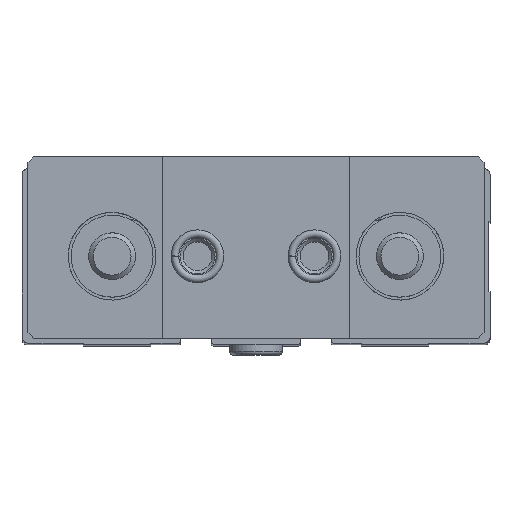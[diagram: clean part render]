
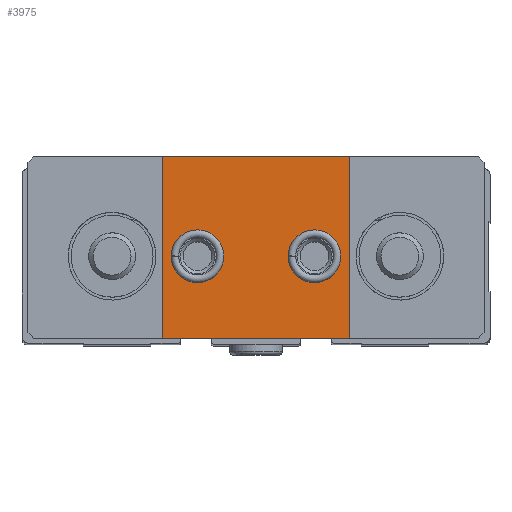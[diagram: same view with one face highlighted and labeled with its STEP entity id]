
A CAD part, top view. The second image highlights one B-rep face of the part: STEP entity #3975.
In plain terms, the highlighted planar face has unit normal (0, 0, 1).
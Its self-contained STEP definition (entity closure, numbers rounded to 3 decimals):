
#136=PLANE('',#4455);
#438=CIRCLE('',#4456,4.5);
#439=CIRCLE('',#4457,4.5);
#1213=ORIENTED_EDGE('',*,*,#1898,.F.);
#1214=ORIENTED_EDGE('',*,*,#1899,.F.);
#1215=ORIENTED_EDGE('',*,*,#1891,.T.);
#1216=ORIENTED_EDGE('',*,*,#1900,.T.);
#1217=ORIENTED_EDGE('',*,*,#1884,.T.);
#1218=ORIENTED_EDGE('',*,*,#1901,.T.);
#1884=EDGE_CURVE('',#2311,#2316,#2612,.T.);
#1891=EDGE_CURVE('',#2322,#2321,#2619,.T.);
#1898=EDGE_CURVE('',#2327,#2327,#438,.T.);
#1899=EDGE_CURVE('',#2328,#2328,#439,.T.);
#1900=EDGE_CURVE('',#2321,#2311,#2626,.T.);
#1901=EDGE_CURVE('',#2316,#2322,#2627,.T.);
#2311=VERTEX_POINT('',#6695);
#2316=VERTEX_POINT('',#6705);
#2321=VERTEX_POINT('',#6719);
#2322=VERTEX_POINT('',#6721);
#2327=VERTEX_POINT('',#6735);
#2328=VERTEX_POINT('',#6737);
#2612=LINE('',#6706,#2869);
#2619=LINE('',#6720,#2876);
#2626=LINE('',#6738,#2883);
#2627=LINE('',#6739,#2884);
#2869=VECTOR('',#5462,1000.);
#2876=VECTOR('',#5473,1000.);
#2883=VECTOR('',#5488,1000.);
#2884=VECTOR('',#5489,1000.);
#3179=EDGE_LOOP('',(#1213));
#3180=EDGE_LOOP('',(#1214));
#3181=EDGE_LOOP('',(#1215,#1216,#1217,#1218));
#3582=FACE_BOUND('',#3179,.T.);
#3583=FACE_BOUND('',#3180,.T.);
#3584=FACE_BOUND('',#3181,.T.);
#3975=ADVANCED_FACE('',(#3582,#3583,#3584),#136,.T.);
#4455=AXIS2_PLACEMENT_3D('',#6733,#5482,#5483);
#4456=AXIS2_PLACEMENT_3D('',#6734,#5484,#5485);
#4457=AXIS2_PLACEMENT_3D('',#6736,#5486,#5487);
#5462=DIRECTION('',(-1.,0.,0.));
#5473=DIRECTION('',(1.,0.,0.));
#5482=DIRECTION('',(0.,0.,1.));
#5483=DIRECTION('',(1.,0.,0.));
#5484=DIRECTION('',(0.,0.,1.));
#5485=DIRECTION('',(1.,0.,0.));
#5486=DIRECTION('',(0.,0.,1.));
#5487=DIRECTION('',(1.,0.,0.));
#5488=DIRECTION('',(0.,1.,0.));
#5489=DIRECTION('',(0.,-1.,0.));
#6695=CARTESIAN_POINT('',(16.,17.,22.));
#6705=CARTESIAN_POINT('',(-16.,17.,22.));
#6706=CARTESIAN_POINT('',(39.,17.,22.));
#6719=CARTESIAN_POINT('',(16.,-14.,22.));
#6720=CARTESIAN_POINT('',(-39.,-14.,22.));
#6721=CARTESIAN_POINT('',(-16.,-14.,22.));
#6733=CARTESIAN_POINT('',(0.,0.,22.));
#6734=CARTESIAN_POINT('',(-10.,0.,22.));
#6735=CARTESIAN_POINT('',(-5.5,0.,22.));
#6736=CARTESIAN_POINT('',(10.,0.,22.));
#6737=CARTESIAN_POINT('',(14.5,0.,22.));
#6738=CARTESIAN_POINT('',(16.,0.,22.));
#6739=CARTESIAN_POINT('',(-16.,0.,22.));
